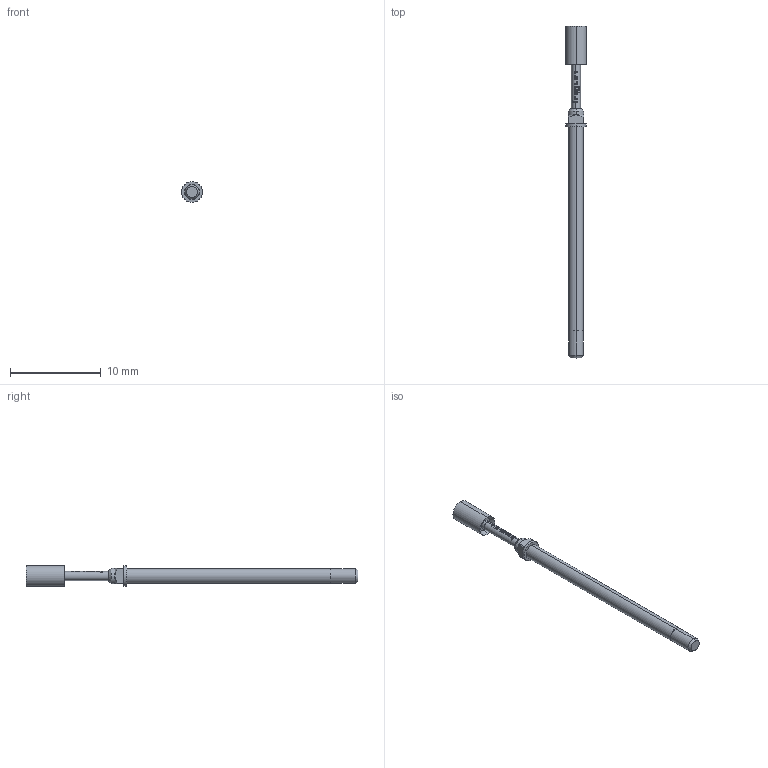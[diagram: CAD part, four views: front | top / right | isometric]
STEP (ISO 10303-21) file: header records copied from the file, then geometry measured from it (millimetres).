
FILE_DESCRIPTION (( 'STEP AP203' ), '1' );
FILE_NAME ('INGUN_GKS-112_002_230_A_xx02_M.STEP', '2020-08-24T10:50:24', ( '' ), ( '' ), 'SwSTEP 2.0', 'SolidWorks 2018', '' );
FILE_SCHEMA (( 'CONFIG_CONTROL_DESIGN' ));
Length unit declared in the file: millimetre
Products named in the file (1): INGUN_GKS-112_002_230_A_xx02_M
Bounding box: 2.3 x 36.6 x 2.3 mm (x, y, z)
Volume: 77.8 mm3; surface area: 209.9 mm2
Topology: 1 solids, 1 shells, 117 faces, 309 edges, 200 vertices
Faces by surface type: bspline 61, cylinder 26, plane 16, cone 14
Entity records: 4746 total; most frequent: CARTESIAN_POINT 2334, ORIENTED_EDGE 618, EDGE_CURVE 309, DIRECTION 261, B_SPLINE_CURVE_WITH_KNOTS 212, VERTEX_POINT 200, EDGE_LOOP 123, ADVANCED_FACE 117
